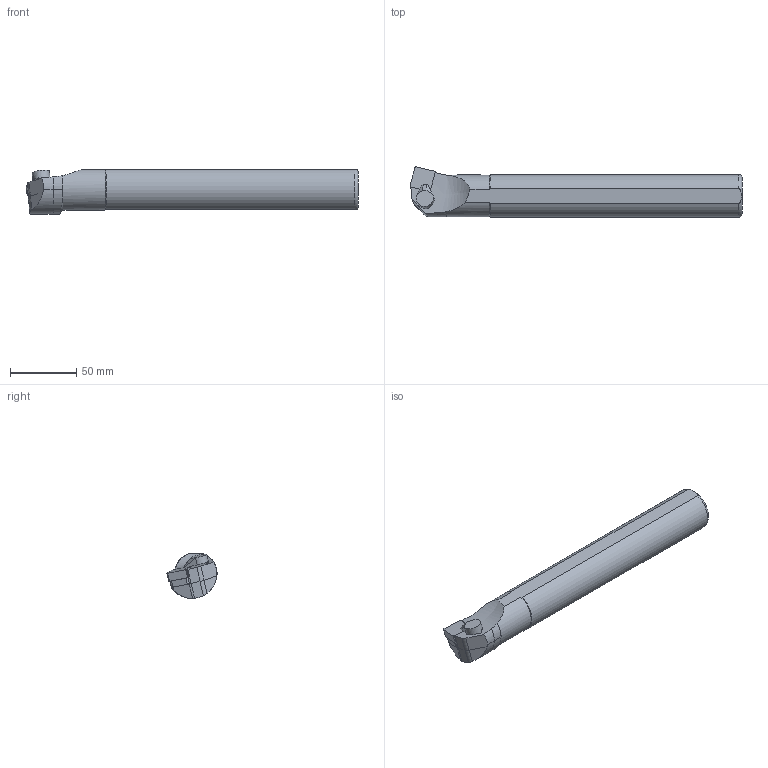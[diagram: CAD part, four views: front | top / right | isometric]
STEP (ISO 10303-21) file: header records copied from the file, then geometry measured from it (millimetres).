
FILE_DESCRIPTION(/* description */ (''),/* implementation_level */ '2;1');
FILE_NAME(/* name */ 'A32S-PSKNL-15C.stp',/* time_stamp */ '2023-10-23T14:14:34+03:00',/* author */ (''),/* organization */ (''),/* preprocessor_version */ 'ST-DEVELOPER v19.4',/* originating_system */ 'SIEMENS PLM Software NX2306.3001',/* authorisation */ '');
FILE_SCHEMA (('AUTOMOTIVE_DESIGN { 1 0 10303 214 3 1 1 1 }'));
Length unit declared in the file: millimetre
Products named in the file (1): A32S-PSKNR-15C
Bounding box: 249.82 x 37.84 x 33.75 mm (x, y, z)
Volume: 190528.1 mm3; surface area: 27434.7 mm2
Topology: 2 solids, 2 shells, 67 faces, 175 edges, 113 vertices
Faces by surface type: plane 35, cylinder 24, cone 5, torus 2, bspline 1
Entity records: 2524 total; most frequent: CARTESIAN_POINT 812, ORIENTED_EDGE 346, DIRECTION 323, EDGE_CURVE 173, AXIS2_PLACEMENT_3D 118, VERTEX_POINT 112, LINE 87, VECTOR 87
